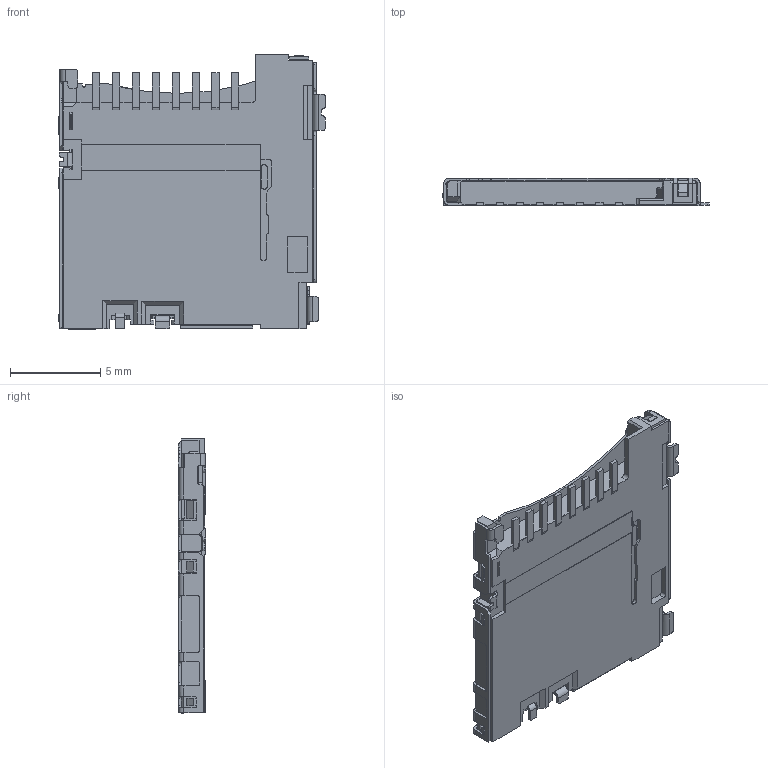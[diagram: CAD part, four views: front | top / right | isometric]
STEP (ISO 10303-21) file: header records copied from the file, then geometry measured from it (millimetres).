
FILE_DESCRIPTION (( 'STEP AP214' ), '1' );
FILE_NAME ('PJS-008-2130-0.STEP', '2018-02-08T14:29:03', ( '' ), ( '' ), 'SwSTEP 2.0', 'SolidWorks 2014', '' );
FILE_SCHEMA (( 'AUTOMOTIVE_DESIGN' ));
Length unit declared in the file: inch
Products named in the file (1): PJS-008-2130-0
Bounding box: 14.75 x 1.5 x 15.23 mm (x, y, z)
Volume: 256.7 mm3; surface area: 600 mm2
Topology: 1 solids, 1 shells, 788 faces, 2315 edges, 1502 vertices
Faces by surface type: plane 552, cylinder 229, bspline 6, cone 1
Entity records: 37457 total; most frequent: CARTESIAN_POINT 7255, ORIENTED_EDGE 4628, DIRECTION 3444, EDGE_CURVE 2314, VECTOR 1632, LINE 1632, VERTEX_POINT 1502, AXIS2_PLACEMENT_3D 906
